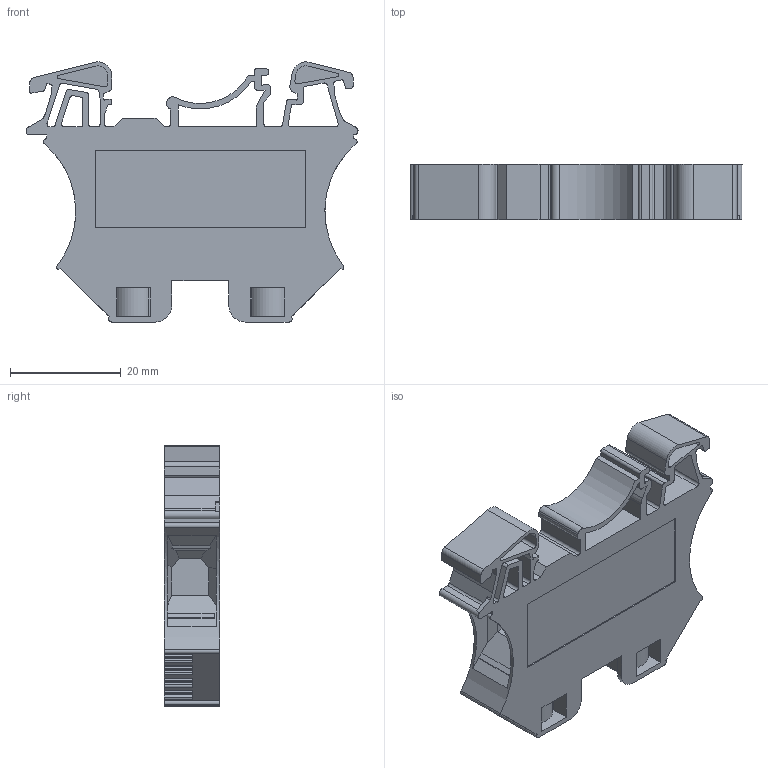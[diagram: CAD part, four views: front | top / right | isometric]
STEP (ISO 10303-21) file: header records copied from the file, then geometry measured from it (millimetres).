
FILE_DESCRIPTION( ( 'STEP AP214' ), '1' );
FILE_NAME( 'CDU10.stp', '2023-01-06T08:22:20', ( ' ' ), ( ' ' ), 'XStep 1.0', ' ', ' ' );
FILE_SCHEMA( ( 'CONFIG_CONTROL_DESIGN) ( )' ) );
Length unit declared in the file: metre
Products named in the file (1): CDU10
Bounding box: 60 x 10 x 46.99 mm (x, y, z)
Volume: 14859.5 mm3; surface area: 9493.6 mm2
Topology: 1 solids, 1 shells, 405 faces, 1165 edges, 778 vertices
Faces by surface type: plane 272, cylinder 127, torus 6
Full cylindrical faces by diameter (mm): 1.9 x4, 5.5 x4
Entity records: 16407 total; most frequent: CARTESIAN_POINT 2337, ORIENTED_EDGE 2286, DIRECTION 2229, EDGE_CURVE 1143, LINE 857, VECTOR 857, VERTEX_POINT 770, AXIS2_PLACEMENT_3D 686
